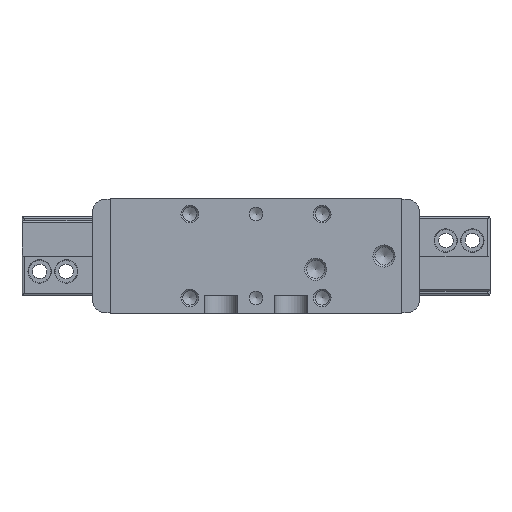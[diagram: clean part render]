
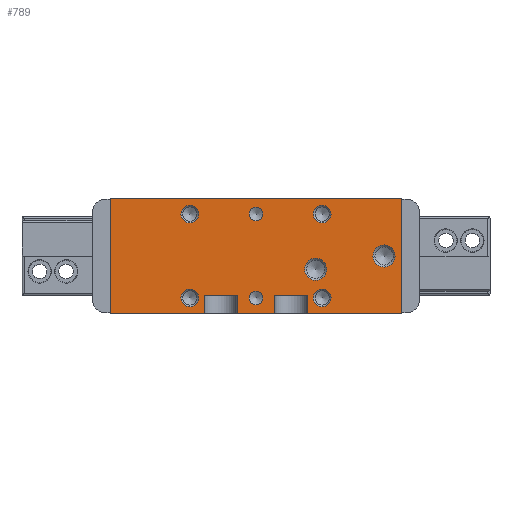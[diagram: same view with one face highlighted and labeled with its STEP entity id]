
A CAD part, front view. The second image highlights one B-rep face of the part: STEP entity #789.
In plain terms, the highlighted planar face has unit normal (0, -1, 0).
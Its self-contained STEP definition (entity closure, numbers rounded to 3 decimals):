
#789 = ADVANCED_FACE( '', ( #1754, #1755, #1756, #1757, #1758, #1759, #1760, #1761, #1762 ), #1763, .F. );
#1754 = FACE_BOUND( '', #3039, .T. );
#1755 = FACE_BOUND( '', #3040, .T. );
#1756 = FACE_BOUND( '', #3041, .T. );
#1757 = FACE_BOUND( '', #3042, .T. );
#1758 = FACE_BOUND( '', #3043, .T. );
#1759 = FACE_BOUND( '', #3044, .T. );
#1760 = FACE_BOUND( '', #3045, .T. );
#1761 = FACE_BOUND( '', #3046, .T. );
#1762 = FACE_OUTER_BOUND( '', #3047, .T. );
#1763 = PLANE( '', #3048 );
#3039 = EDGE_LOOP( '', ( #4918 ) );
#3040 = EDGE_LOOP( '', ( #4919 ) );
#3041 = EDGE_LOOP( '', ( #4920 ) );
#3042 = EDGE_LOOP( '', ( #4921 ) );
#3043 = EDGE_LOOP( '', ( #4922 ) );
#3044 = EDGE_LOOP( '', ( #4923 ) );
#3045 = EDGE_LOOP( '', ( #4924 ) );
#3046 = EDGE_LOOP( '', ( #4925 ) );
#3047 = EDGE_LOOP( '', ( #4926, #4927, #4928, #4929, #4930, #4931, #4932, #4933, #4934, #4935, #4936, #4937 ) );
#3048 = AXIS2_PLACEMENT_3D( '', #4938, #4939, #4940 );
#4918 = ORIENTED_EDGE( '', *, *, #7930, .F. );
#4919 = ORIENTED_EDGE( '', *, *, #7931, .F. );
#4920 = ORIENTED_EDGE( '', *, *, #7932, .F. );
#4921 = ORIENTED_EDGE( '', *, *, #7933, .F. );
#4922 = ORIENTED_EDGE( '', *, *, #7934, .F. );
#4923 = ORIENTED_EDGE( '', *, *, #7935, .F. );
#4924 = ORIENTED_EDGE( '', *, *, #7936, .F. );
#4925 = ORIENTED_EDGE( '', *, *, #7937, .F. );
#4926 = ORIENTED_EDGE( '', *, *, #7938, .F. );
#4927 = ORIENTED_EDGE( '', *, *, #7939, .T. );
#4928 = ORIENTED_EDGE( '', *, *, #7940, .T. );
#4929 = ORIENTED_EDGE( '', *, *, #7887, .T. );
#4930 = ORIENTED_EDGE( '', *, *, #7941, .F. );
#4931 = ORIENTED_EDGE( '', *, *, #7942, .F. );
#4932 = ORIENTED_EDGE( '', *, *, #7943, .T. );
#4933 = ORIENTED_EDGE( '', *, *, #7944, .F. );
#4934 = ORIENTED_EDGE( '', *, *, #7479, .F. );
#4935 = ORIENTED_EDGE( '', *, *, #7945, .T. );
#4936 = ORIENTED_EDGE( '', *, *, #7946, .T. );
#4937 = ORIENTED_EDGE( '', *, *, #7947, .F. );
#4938 = CARTESIAN_POINT( '', ( 33., 0., 13. ) );
#4939 = DIRECTION( '', ( 0., 1., 0. ) );
#4940 = DIRECTION( '', ( 0., 0., 1. ) );
#7479 = EDGE_CURVE( '', #8854, #8856, #8857, .T. );
#7887 = EDGE_CURVE( '', #9535, #9533, #9536, .T. );
#7930 = EDGE_CURVE( '', #9606, #9606, #9607, .T. );
#7931 = EDGE_CURVE( '', #9608, #9608, #9609, .T. );
#7932 = EDGE_CURVE( '', #9610, #9610, #9611, .T. );
#7933 = EDGE_CURVE( '', #9612, #9612, #9613, .T. );
#7934 = EDGE_CURVE( '', #9614, #9614, #9615, .T. );
#7935 = EDGE_CURVE( '', #9616, #9616, #9617, .T. );
#7936 = EDGE_CURVE( '', #9618, #9618, #9619, .T. );
#7937 = EDGE_CURVE( '', #9620, #9620, #9621, .T. );
#7938 = EDGE_CURVE( '', #9622, #9623, #9624, .T. );
#7939 = EDGE_CURVE( '', #9622, #9625, #9626, .T. );
#7940 = EDGE_CURVE( '', #9625, #9535, #9627, .T. );
#7941 = EDGE_CURVE( '', #9628, #9533, #9629, .T. );
#7942 = EDGE_CURVE( '', #9630, #9628, #9631, .T. );
#7943 = EDGE_CURVE( '', #9630, #9632, #9633, .T. );
#7944 = EDGE_CURVE( '', #8856, #9632, #9634, .T. );
#7945 = EDGE_CURVE( '', #8854, #9635, #9636, .T. );
#7946 = EDGE_CURVE( '', #9635, #9637, #9638, .T. );
#7947 = EDGE_CURVE( '', #9623, #9637, #9639, .T. );
#8854 = VERTEX_POINT( '', #10836 );
#8856 = VERTEX_POINT( '', #10839 );
#8857 = LINE( '', #10840, #10841 );
#9533 = VERTEX_POINT( '', #11783 );
#9535 = VERTEX_POINT( '', #11786 );
#9536 = LINE( '', #11787, #11788 );
#9606 = VERTEX_POINT( '', #11882 );
#9607 = CIRCLE( '', #11883, 2.5 );
#9608 = VERTEX_POINT( '', #11884 );
#9609 = CIRCLE( '', #11885, 2.5 );
#9610 = VERTEX_POINT( '', #11886 );
#9611 = CIRCLE( '', #11887, 2. );
#9612 = VERTEX_POINT( '', #11888 );
#9613 = CIRCLE( '', #11889, 2. );
#9614 = VERTEX_POINT( '', #11890 );
#9615 = CIRCLE( '', #11891, 2. );
#9616 = VERTEX_POINT( '', #11892 );
#9617 = CIRCLE( '', #11893, 2. );
#9618 = VERTEX_POINT( '', #11894 );
#9619 = CIRCLE( '', #11895, 1.5 );
#9620 = VERTEX_POINT( '', #11896 );
#9621 = CIRCLE( '', #11897, 1.5 );
#9622 = VERTEX_POINT( '', #11898 );
#9623 = VERTEX_POINT( '', #11899 );
#9624 = LINE( '', #11900, #11901 );
#9625 = VERTEX_POINT( '', #11902 );
#9626 = LINE( '', #11903, #11904 );
#9627 = LINE( '', #11905, #11906 );
#9628 = VERTEX_POINT( '', #11907 );
#9629 = LINE( '', #11908, #11909 );
#9630 = VERTEX_POINT( '', #11910 );
#9631 = LINE( '', #11911, #11912 );
#9632 = VERTEX_POINT( '', #11913 );
#9633 = LINE( '', #11914, #11915 );
#9634 = LINE( '', #11916, #11917 );
#9635 = VERTEX_POINT( '', #11918 );
#9636 = LINE( '', #11919, #11920 );
#9637 = VERTEX_POINT( '', #11921 );
#9638 = LINE( '', #11922, #11923 );
#9639 = LINE( '', #11924, #11925 );
#10836 = CARTESIAN_POINT( '', ( 4.25, 0., 8.9 ) );
#10839 = CARTESIAN_POINT( '', ( 11.75, 0., 8.9 ) );
#10840 = CARTESIAN_POINT( '', ( 4.25, 0., 8.9 ) );
#10841 = VECTOR( '', #13447, 1000. );
#11783 = CARTESIAN_POINT( '', ( -33., 0., -13. ) );
#11786 = CARTESIAN_POINT( '', ( -33., 0., 13. ) );
#11787 = CARTESIAN_POINT( '', ( -33., 0., 13. ) );
#11788 = VECTOR( '', #13966, 1000. );
#11882 = CARTESIAN_POINT( '', ( -13.5, 0., 0.5 ) );
#11883 = AXIS2_PLACEMENT_3D( '', #14036, #14037, #14038 );
#11884 = CARTESIAN_POINT( '', ( -29., 0., -2.5 ) );
#11885 = AXIS2_PLACEMENT_3D( '', #14039, #14040, #14041 );
#11886 = CARTESIAN_POINT( '', ( 15., 0., -11.5 ) );
#11887 = AXIS2_PLACEMENT_3D( '', #14042, #14043, #14044 );
#11888 = CARTESIAN_POINT( '', ( -15., 0., -11.5 ) );
#11889 = AXIS2_PLACEMENT_3D( '', #14045, #14046, #14047 );
#11890 = CARTESIAN_POINT( '', ( 15., 0., 7.5 ) );
#11891 = AXIS2_PLACEMENT_3D( '', #14048, #14049, #14050 );
#11892 = CARTESIAN_POINT( '', ( -15., 0., 7.5 ) );
#11893 = AXIS2_PLACEMENT_3D( '', #14051, #14052, #14053 );
#11894 = CARTESIAN_POINT( '', ( 0., 0., -11. ) );
#11895 = AXIS2_PLACEMENT_3D( '', #14054, #14055, #14056 );
#11896 = CARTESIAN_POINT( '', ( 0., 0., 8. ) );
#11897 = AXIS2_PLACEMENT_3D( '', #14057, #14058, #14059 );
#11898 = CARTESIAN_POINT( '', ( -11.75, 0., 8.9 ) );
#11899 = CARTESIAN_POINT( '', ( -4.25, 0., 8.9 ) );
#11900 = CARTESIAN_POINT( '', ( -11.75, 0., 8.9 ) );
#11901 = VECTOR( '', #14060, 1000. );
#11902 = CARTESIAN_POINT( '', ( -11.75, 0., 13. ) );
#11903 = CARTESIAN_POINT( '', ( -11.75, 0., 8.9 ) );
#11904 = VECTOR( '', #14061, 1000. );
#11905 = CARTESIAN_POINT( '', ( 33., 0., 13. ) );
#11906 = VECTOR( '', #14062, 1000. );
#11907 = CARTESIAN_POINT( '', ( 33., 0., -13. ) );
#11908 = CARTESIAN_POINT( '', ( 33., 0., -13. ) );
#11909 = VECTOR( '', #14063, 1000. );
#11910 = CARTESIAN_POINT( '', ( 33., 0., 13. ) );
#11911 = CARTESIAN_POINT( '', ( 33., 0., 13. ) );
#11912 = VECTOR( '', #14064, 1000. );
#11913 = CARTESIAN_POINT( '', ( 11.75, 0., 13. ) );
#11914 = CARTESIAN_POINT( '', ( 33., 0., 13. ) );
#11915 = VECTOR( '', #14065, 1000. );
#11916 = CARTESIAN_POINT( '', ( 11.75, 0., 8.9 ) );
#11917 = VECTOR( '', #14066, 1000. );
#11918 = CARTESIAN_POINT( '', ( 4.25, 0., 13. ) );
#11919 = CARTESIAN_POINT( '', ( 4.25, 0., 8.9 ) );
#11920 = VECTOR( '', #14067, 1000. );
#11921 = CARTESIAN_POINT( '', ( -4.25, 0., 13. ) );
#11922 = CARTESIAN_POINT( '', ( 33., 0., 13. ) );
#11923 = VECTOR( '', #14068, 1000. );
#11924 = CARTESIAN_POINT( '', ( -4.25, 0., 8.9 ) );
#11925 = VECTOR( '', #14069, 1000. );
#13447 = DIRECTION( '', ( 1., 0., 0. ) );
#13966 = DIRECTION( '', ( 0., 0., -1. ) );
#14036 = CARTESIAN_POINT( '', ( -13.5, 0., 3. ) );
#14037 = DIRECTION( '', ( 0., -1., 0. ) );
#14038 = DIRECTION( '', ( 0., 0., -1. ) );
#14039 = CARTESIAN_POINT( '', ( -29., 0., 0. ) );
#14040 = DIRECTION( '', ( 0., -1., 0. ) );
#14041 = DIRECTION( '', ( 0., 0., -1. ) );
#14042 = CARTESIAN_POINT( '', ( 15., 0., -9.5 ) );
#14043 = DIRECTION( '', ( 0., -1., 0. ) );
#14044 = DIRECTION( '', ( 0., 0., -1. ) );
#14045 = CARTESIAN_POINT( '', ( -15., 0., -9.5 ) );
#14046 = DIRECTION( '', ( 0., -1., 0. ) );
#14047 = DIRECTION( '', ( 0., 0., -1. ) );
#14048 = CARTESIAN_POINT( '', ( 15., 0., 9.5 ) );
#14049 = DIRECTION( '', ( 0., -1., 0. ) );
#14050 = DIRECTION( '', ( 0., 0., -1. ) );
#14051 = CARTESIAN_POINT( '', ( -15., 0., 9.5 ) );
#14052 = DIRECTION( '', ( 0., -1., 0. ) );
#14053 = DIRECTION( '', ( 0., 0., -1. ) );
#14054 = CARTESIAN_POINT( '', ( 0., 0., -9.5 ) );
#14055 = DIRECTION( '', ( 0., -1., 0. ) );
#14056 = DIRECTION( '', ( 0., 0., -1. ) );
#14057 = CARTESIAN_POINT( '', ( 0., 0., 9.5 ) );
#14058 = DIRECTION( '', ( 0., -1., 0. ) );
#14059 = DIRECTION( '', ( 0., 0., -1. ) );
#14060 = DIRECTION( '', ( 1., 0., 0. ) );
#14061 = DIRECTION( '', ( 0., 0., 1. ) );
#14062 = DIRECTION( '', ( -1., 0., 0. ) );
#14063 = DIRECTION( '', ( -1., 0., 0. ) );
#14064 = DIRECTION( '', ( 0., 0., -1. ) );
#14065 = DIRECTION( '', ( -1., 0., 0. ) );
#14066 = DIRECTION( '', ( 0., 0., 1. ) );
#14067 = DIRECTION( '', ( 0., 0., 1. ) );
#14068 = DIRECTION( '', ( -1., 0., 0. ) );
#14069 = DIRECTION( '', ( 0., 0., 1. ) );
